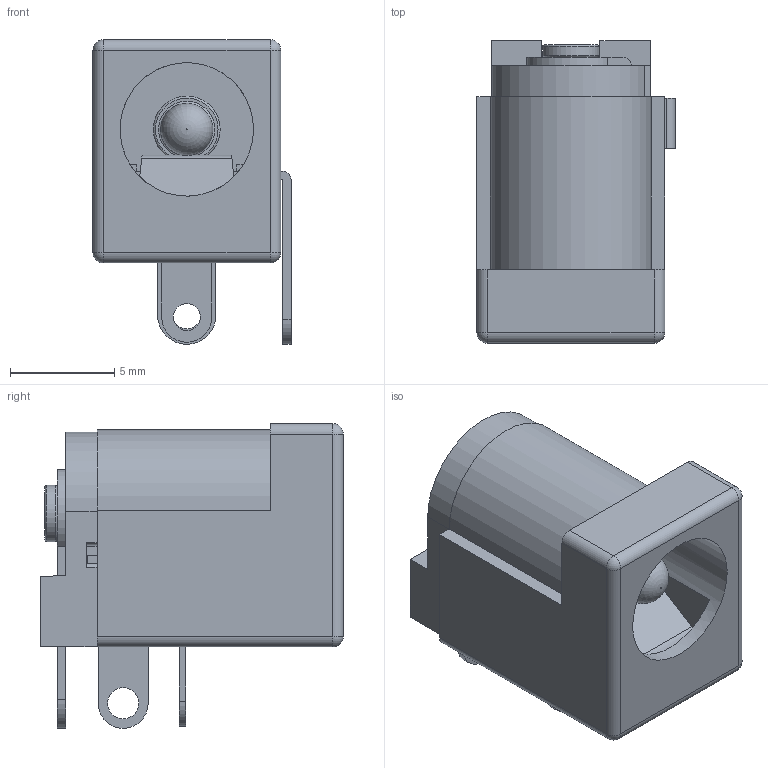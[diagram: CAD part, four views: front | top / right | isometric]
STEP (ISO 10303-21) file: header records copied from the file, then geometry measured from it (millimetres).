
FILE_DESCRIPTION(/* description */ ('Unknown'),/* implementation_level */ '2;1');
FILE_NAME(/* name */ '694108301002',/* time_stamp */ '2024-11-27T10:24:38+01:00',/* author */ ('Unknown'),/* organization */ ('Unknown'),/* preprocessor_version */ 'ST-DEVELOPER v19.4',/* originating_system */ 'Solid Edge',/* authorisation */ 'Unknown');
FILE_SCHEMA (('AUTOMOTIVE_DESIGN {1 0 10303 214 3 1 1}'));
Length unit declared in the file: millimetre
Products named in the file (7): 6941xx301002; 694108301002_PinContact; 6941xx301002_Back; 6941xx301002_PinContact2; 6941xx301002_PinLame; 6941xx301002_PinBis
Assembly tree (6 placements, depth 2):
  6941xx301002
    6941xx301002
    694108301002_PinContact
    6941xx301002_Back
    6941xx301002_PinContact2
    6941xx301002_PinLame
    6941xx301002_PinBis
Bounding box: 9.5 x 14.5 x 14.6 mm (x, y, z)
Volume: 755.3 mm3; surface area: 1731.1 mm2
Topology: 6 solids, 6 shells, 189 faces, 505 edges, 329 vertices
Faces by surface type: plane 119, cylinder 50, torus 15, sphere 4, cone 1
Full cylindrical faces by diameter (mm): 1.3 x1, 1.4 x1, 1.5 x2, 2 x4, 2.5 x1, 2.7 x1, 3.2 x2, 6.4 x1
Entity records: 5848 total; most frequent: DIRECTION 985, CARTESIAN_POINT 984, ORIENTED_EDGE 938, EDGE_CURVE 469, LINE 345, VECTOR 345, AXIS2_PLACEMENT_3D 320, VERTEX_POINT 319
